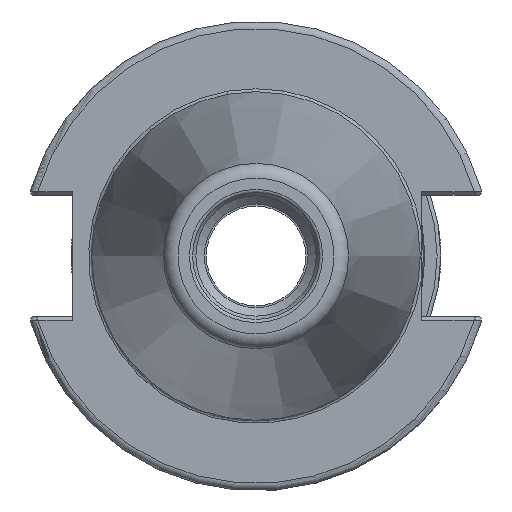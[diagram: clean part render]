
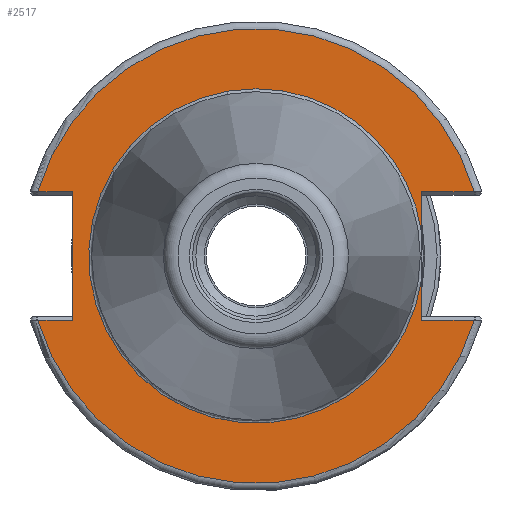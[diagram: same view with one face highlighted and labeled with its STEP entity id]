
A CAD part, left-side view. The second image highlights one B-rep face of the part: STEP entity #2517.
In plain terms, the highlighted planar face has unit normal (-1, 0, 0).
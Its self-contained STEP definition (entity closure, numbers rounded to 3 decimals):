
#99=CIRCLE('',#2676,30.775);
#100=CIRCLE('',#2677,30.775);
#101=CIRCLE('',#2678,22.625);
#102=CIRCLE('',#2679,22.625);
#361=FACE_OUTER_BOUND('',#500,.T.);
#500=EDGE_LOOP('',(#1668,#1669,#1670,#1671,#1672,#1673,#1674,#1675,#1676,
#1677,#1678));
#650=LINE('',#3691,#811);
#657=LINE('',#3813,#818);
#658=LINE('',#3817,#819);
#659=LINE('',#3819,#820);
#660=LINE('',#3821,#821);
#661=LINE('',#3825,#822);
#662=LINE('',#3827,#823);
#811=VECTOR('',#2961,10.);
#818=VECTOR('',#2972,10.);
#819=VECTOR('',#2975,10.);
#820=VECTOR('',#2976,10.);
#821=VECTOR('',#2977,10.);
#822=VECTOR('',#2980,10.);
#823=VECTOR('',#2981,10.);
#972=VERTEX_POINT('',#3688);
#973=VERTEX_POINT('',#3690);
#981=VERTEX_POINT('',#3812);
#982=VERTEX_POINT('',#3814);
#983=VERTEX_POINT('',#3816);
#984=VERTEX_POINT('',#3818);
#985=VERTEX_POINT('',#3820);
#986=VERTEX_POINT('',#3822);
#987=VERTEX_POINT('',#3824);
#988=VERTEX_POINT('',#3826);
#989=VERTEX_POINT('',#3828);
#1250=EDGE_CURVE('',#972,#973,#650,.T.);
#1262=EDGE_CURVE('',#981,#973,#657,.T.);
#1263=EDGE_CURVE('',#982,#972,#99,.T.);
#1264=EDGE_CURVE('',#983,#982,#658,.T.);
#1265=EDGE_CURVE('',#983,#984,#659,.T.);
#1266=EDGE_CURVE('',#985,#984,#660,.T.);
#1267=EDGE_CURVE('',#986,#985,#100,.T.);
#1268=EDGE_CURVE('',#987,#986,#661,.T.);
#1269=EDGE_CURVE('',#987,#988,#662,.T.);
#1270=EDGE_CURVE('',#988,#989,#101,.T.);
#1271=EDGE_CURVE('',#989,#981,#102,.T.);
#1668=ORIENTED_EDGE('',*,*,#1262,.T.);
#1669=ORIENTED_EDGE('',*,*,#1250,.F.);
#1670=ORIENTED_EDGE('',*,*,#1263,.F.);
#1671=ORIENTED_EDGE('',*,*,#1264,.F.);
#1672=ORIENTED_EDGE('',*,*,#1265,.T.);
#1673=ORIENTED_EDGE('',*,*,#1266,.F.);
#1674=ORIENTED_EDGE('',*,*,#1267,.F.);
#1675=ORIENTED_EDGE('',*,*,#1268,.F.);
#1676=ORIENTED_EDGE('',*,*,#1269,.T.);
#1677=ORIENTED_EDGE('',*,*,#1270,.T.);
#1678=ORIENTED_EDGE('',*,*,#1271,.T.);
#2460=PLANE('',#2675);
#2517=ADVANCED_FACE('',(#361),#2460,.T.);
#2675=AXIS2_PLACEMENT_3D('',#3811,#2970,#2971);
#2676=AXIS2_PLACEMENT_3D('',#3815,#2973,#2974);
#2677=AXIS2_PLACEMENT_3D('',#3823,#2978,#2979);
#2678=AXIS2_PLACEMENT_3D('',#3829,#2982,#2983);
#2679=AXIS2_PLACEMENT_3D('',#3830,#2984,#2985);
#2961=DIRECTION('',(0.,1.,0.));
#2970=DIRECTION('center_axis',(-1.,0.,0.));
#2971=DIRECTION('ref_axis',(0.,0.,1.));
#2972=DIRECTION('',(0.,0.,1.));
#2973=DIRECTION('center_axis',(1.,0.,0.));
#2974=DIRECTION('ref_axis',(0.,0.,-1.));
#2975=DIRECTION('',(0.,1.,0.));
#2976=DIRECTION('',(0.,0.,-1.));
#2977=DIRECTION('',(0.,-1.,0.));
#2978=DIRECTION('center_axis',(1.,0.,0.));
#2979=DIRECTION('ref_axis',(0.,0.,-1.));
#2980=DIRECTION('',(0.,-1.,0.));
#2981=DIRECTION('',(0.,0.,1.));
#2982=DIRECTION('center_axis',(1.,0.,0.));
#2983=DIRECTION('ref_axis',(0.,0.,-1.));
#2984=DIRECTION('center_axis',(1.,0.,0.));
#2985=DIRECTION('ref_axis',(0.,0.,-1.));
#3688=CARTESIAN_POINT('',(3.18,-29.523,8.69));
#3690=CARTESIAN_POINT('',(3.18,-22.41,8.69));
#3691=CARTESIAN_POINT('',(3.18,-4.878,8.69));
#3811=CARTESIAN_POINT('Origin',(3.18,30.775,0.));
#3812=CARTESIAN_POINT('',(3.18,-22.41,3.112));
#3813=CARTESIAN_POINT('',(3.18,-22.41,4.095));
#3814=CARTESIAN_POINT('',(3.18,29.523,8.69));
#3815=CARTESIAN_POINT('Origin',(3.18,0.,
0.));
#3816=CARTESIAN_POINT('',(3.18,24.8,8.69));
#3817=CARTESIAN_POINT('',(3.18,27.787,8.69));
#3818=CARTESIAN_POINT('',(3.18,24.8,-8.69));
#3819=CARTESIAN_POINT('',(3.18,24.8,-4.095));
#3820=CARTESIAN_POINT('',(3.18,29.523,-8.69));
#3821=CARTESIAN_POINT('',(3.18,32.958,-8.69));
#3822=CARTESIAN_POINT('',(3.18,-29.523,-8.69));
#3823=CARTESIAN_POINT('Origin',(3.18,0.,
0.));
#3824=CARTESIAN_POINT('',(3.18,-22.41,-8.69));
#3825=CARTESIAN_POINT('',(3.18,4.182,-8.69));
#3826=CARTESIAN_POINT('',(3.18,-22.41,-3.112));
#3827=CARTESIAN_POINT('',(3.18,-22.41,4.095));
#3828=CARTESIAN_POINT('',(3.18,0.,22.625));
#3829=CARTESIAN_POINT('Origin',(3.18,0.,
0.));
#3830=CARTESIAN_POINT('Origin',(3.18,0.,
0.));
